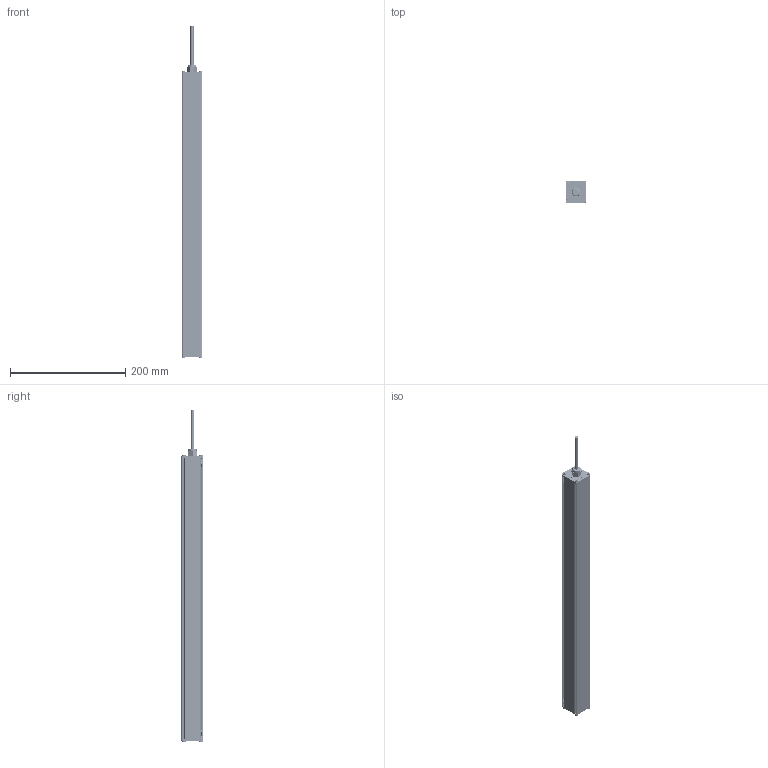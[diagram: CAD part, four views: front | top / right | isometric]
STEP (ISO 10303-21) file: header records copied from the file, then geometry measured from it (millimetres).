
FILE_DESCRIPTION((''),'2;1');
FILE_NAME('204453_ASM','2018-06-01T',('pdmadmin'),('BANNER ENGINEERING'),'CREO PARAMETRIC BY PTC INC, 2016260','CREO PARAMETRIC BY PTC INC, 2016260','');
FILE_SCHEMA(('CONFIG_CONTROL_DESIGN'));
Products named in the file (37): 202287_AF0; 203000_ASM; 201421; 202999_ASM; 198590; 114097; 114096_GENERIC; 114106_ASM; 113905; 114418_ASM; 111643; 60420; 114295_ASM; ASSEMBLY_55816; 68536_ASM; 139718_ASM; 66697; 200455_ASM; 199899; 201495_AF1; 198505; 34089_PRT1; 34089_PRT2; 34089_ASM; 122167; 133273_AF0; 122361_AF0; 133395_AF0; 133394_AF0; 133394_AF1; 133394_AF2; 133394_AF3; 133398_AF0_ASM; 153395_AF0_ASM; CABLE_560_4COND_123203_AF0; 123203_AF0_ASM; 204453_ASM
Assembly tree (53 placements, depth 6):
  204453_ASM
    202999_ASM
      203000_ASM
        202287_AF0
      201421
    200455_ASM
      198590
      139718_ASM  x6
        114418_ASM
          114106_ASM
            114097
            114096_GENERIC
          113905
        68536_ASM
          114295_ASM
            111643
            60420
          ASSEMBLY_55816
      66697  x6
    199899
    201495_AF1
    198505
    34089_ASM
      34089_PRT1
      34089_PRT2
    122167  x8
    123203_AF0_ASM
      153395_AF0_ASM
        133273_AF0
        122361_AF0
        133398_AF0_ASM
          133395_AF0
          133394_AF0
          133394_AF1
          133394_AF2
          133394_AF3
      CABLE_560_4COND_123203_AF0
Bounding box: 36 x 38 x 577.26 mm (x, y, z)
Volume: 272763.6 mm3; surface area: 277869.3 mm2
Topology: 67 solids, 76 shells, 6997 faces, 17974 edges, 11238 vertices
Faces by surface type: plane 2736, cylinder 2614, bspline 883, torus 498, cone 182, sphere 60, revolution 24
Entity records: 76068 total; most frequent: CARTESIAN_POINT 37939, ORIENTED_EDGE 7954, DIRECTION 7631, EDGE_CURVE 3995, AXIS2_PLACEMENT_3D 2724, VERTEX_POINT 2531, VECTOR 2179, LINE 2179
